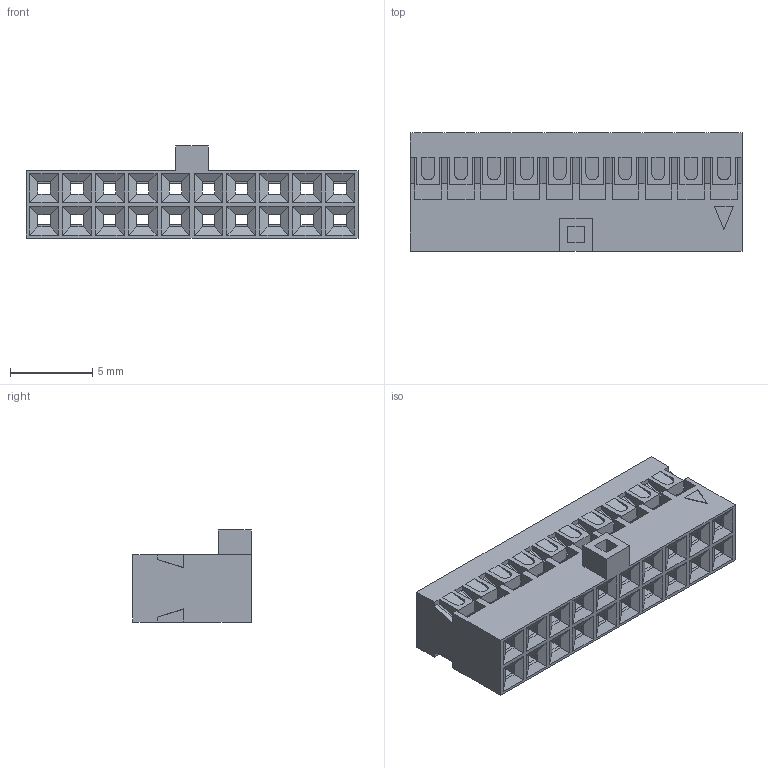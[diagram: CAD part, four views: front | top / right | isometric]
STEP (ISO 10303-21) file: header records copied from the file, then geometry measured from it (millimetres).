
FILE_DESCRIPTION((''),'2;1');
FILE_NAME('FHG20010-D30M2K6BA','2023-12-25T',('工程三'),(''),'PRO/ENGINEER BY PARAMETRIC TECHNOLOGY CORPORATION, 2010280','PRO/ENGINEER BY PARAMETRIC TECHNOLOGY CORPORATION, 2010280','');
FILE_SCHEMA(('CONFIG_CONTROL_DESIGN'));
Length unit declared in the file: millimetre
Products named in the file (1): FHG20010-D30M2K6BA
Bounding box: 20.2 x 7.2 x 5.6 mm (x, y, z)
Volume: 255.7 mm3; surface area: 1370.9 mm2
Topology: 1 solids, 1 shells, 547 faces, 1469 edges, 926 vertices
Faces by surface type: plane 527, cylinder 20
Entity records: 16865 total; most frequent: CARTESIAN_POINT 3106, ORIENTED_EDGE 2938, DIRECTION 2563, EDGE_CURVE 1469, VECTOR 1429, LINE 1429, VERTEX_POINT 926, EDGE_LOOP 629
